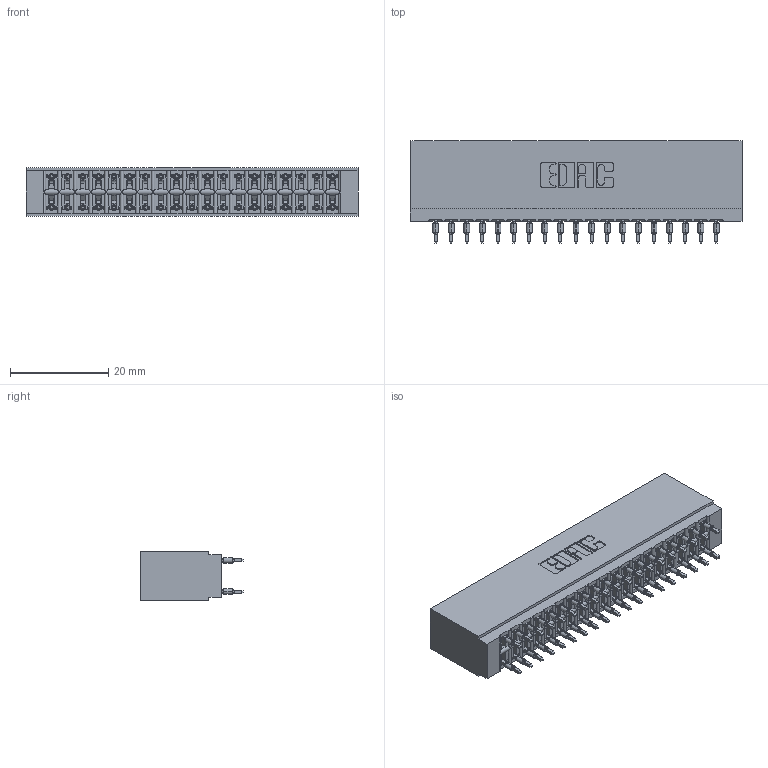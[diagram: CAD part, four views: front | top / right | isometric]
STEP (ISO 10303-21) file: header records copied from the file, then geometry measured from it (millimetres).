
FILE_DESCRIPTION (( 'STEP AP203' ), '1' );
FILE_NAME ('746-038-560-201.STEP', '2020-09-16T17:15:01', ( '' ), ( '' ), 'SwSTEP 2.0', 'SolidWorks 2020', '' );
FILE_SCHEMA (( 'CONFIG_CONTROL_DESIGN' ));
Length unit declared in the file: inch
Products named in the file (3): 746 Part_.515 Slot Depth - 01; 746-038-560-201; 746-292-001_560
Assembly tree (39 placements, depth 2):
  746-038-560-201
    746 Part_.515 Slot Depth - 01
    746-292-001_560  x38
Bounding box: 67.56 x 20.82 x 9.91 mm (x, y, z)
Volume: 7535.4 mm3; surface area: 12353 mm2
Topology: 39 solids, 39 shells, 3688 faces, 10257 edges, 6578 vertices
Faces by surface type: plane 1841, cylinder 859, bspline 760, torus 228
Entity records: 32760 total; most frequent: CARTESIAN_POINT 6709, ORIENTED_EDGE 5566, DIRECTION 4693, EDGE_CURVE 2783, LINE 2401, VECTOR 2401, VERTEX_POINT 1842, AXIS2_PLACEMENT_3D 1146
